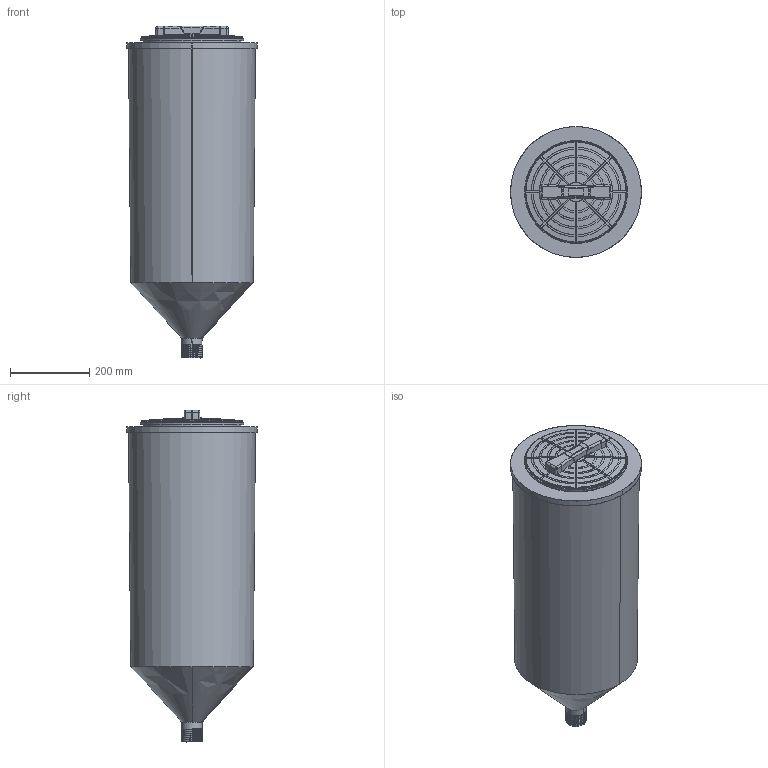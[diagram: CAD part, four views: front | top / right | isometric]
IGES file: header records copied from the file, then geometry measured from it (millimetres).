
Start section: SolidWorks IGES file using analytic representation for surfaces
Global section: file name: 2. DP 53L T-220.IGS; native system: SolidWorks 2016; preprocessor: SolidWorks 2016; author: sinar; date: 190224.204533; units: millimetre
Bounding box: 330 x 330 x 836.97 mm (x, y, z)
Surface area: 1979476.4 mm2 (no closed solid volume)
Topology: 0 solids, 0 shells, 4782 faces, 50963 edges, 50949 vertices
Faces by surface type: revolution 3623, bspline 1159
